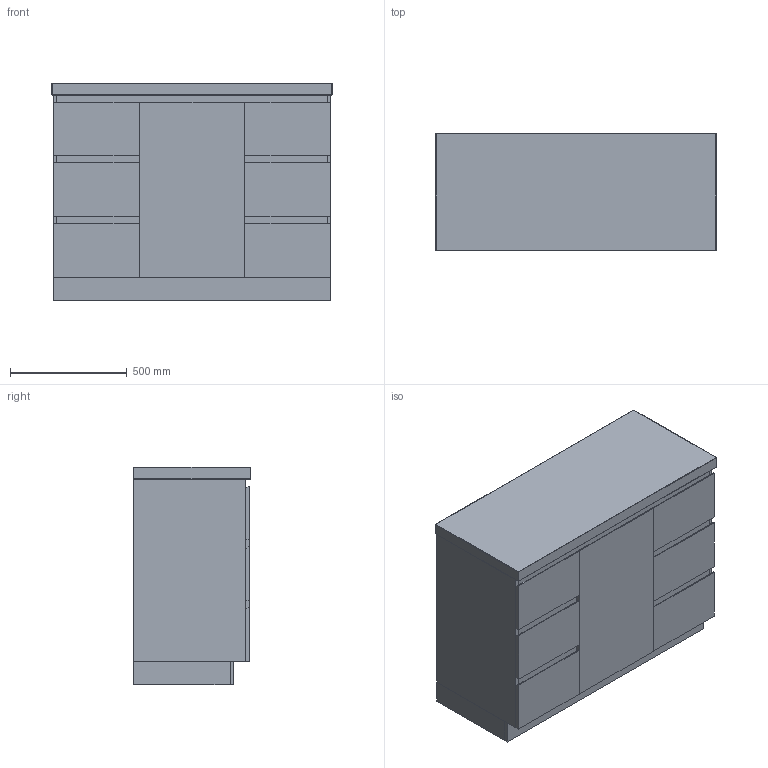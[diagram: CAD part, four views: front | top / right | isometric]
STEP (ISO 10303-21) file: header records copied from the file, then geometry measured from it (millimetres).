
FILE_DESCRIPTION(/* description */ (''),/* implementation_level */ '2;1');
FILE_NAME(/* name */ 'Domaine Hamper 1200 (50MM)',/* time_stamp */ '2025-07-09T14:49:57+10:00',/* author */ (''),/* organization */ (''),/* preprocessor_version */ 'ST-DEVELOPER v16.5',/* originating_system */ '',/* authorisation */ '');
FILE_SCHEMA (('AUTOMOTIVE_DESIGN'));
Length unit declared in the file: millimetre
Products named in the file (7): Document; Domaine Hamper 1200 (50MM); Domaine Hamper ALL16; Domaine Hamper 120015; Domaine Hamper 1200 FM67; Blank Benchtops ALL891011121314; 1200 Benchtop (50mm)234
Assembly tree (6 placements, depth 5):
  Document
    Domaine Hamper 1200 (50MM)
      Domaine Hamper ALL16
        Domaine Hamper 120015
          Domaine Hamper 1200 FM67
      Blank Benchtops ALL891011121314
        1200 Benchtop (50mm)234
Bounding box: 1200 x 500 x 930 mm (x, y, z)
Volume: 83408184.9 mm3; surface area: 11380064.4 mm2
Topology: 21 solids, 21 shells, 177 faces, 388 edges, 248 vertices
Faces by surface type: plane 160, cylinder 11, bspline 6
Entity records: 4855 total; most frequent: CARTESIAN_POINT 1490, ORIENTED_EDGE 764, EDGE_CURVE 382, B_SPLINE_CURVE_WITH_KNOTS 362, VERTEX_POINT 248, DIRECTION 201, AXIS2_PLACEMENT_3D 186, EDGE_LOOP 178
